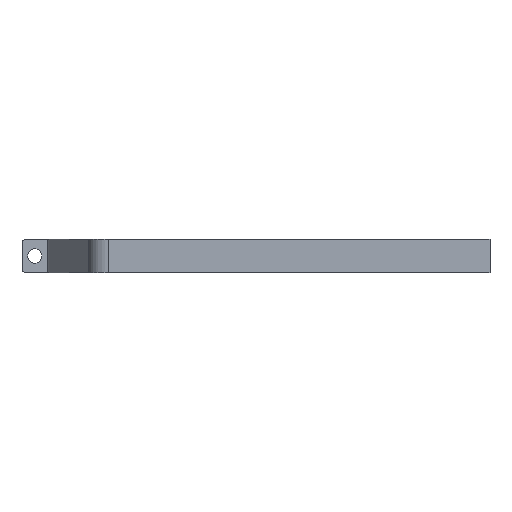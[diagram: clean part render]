
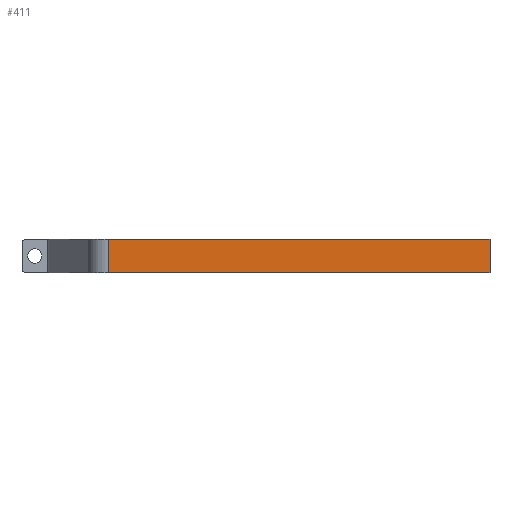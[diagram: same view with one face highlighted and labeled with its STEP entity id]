
A CAD part, left-side view. The second image highlights one B-rep face of the part: STEP entity #411.
In plain terms, the highlighted planar face has unit normal (-1, 0, 0).
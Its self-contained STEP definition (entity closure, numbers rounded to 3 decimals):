
#13 = ORIENTED_EDGE ( 'NONE', *, *, #1704, .F. ) ;
#63 = DIRECTION ( 'NONE',  ( -1., 0., 0. ) ) ;
#78 = ORIENTED_EDGE ( 'NONE', *, *, #908, .T. ) ;
#124 = AXIS2_PLACEMENT_3D ( 'NONE', #1381, #63, #971 ) ;
#313 = EDGE_LOOP ( 'NONE', ( #13, #911, #1472, #78 ) ) ;
#380 = VERTEX_POINT ( 'NONE', #473 ) ;
#385 = DIRECTION ( 'NONE',  ( 0., 0., -1. ) ) ;
#392 = LINE ( 'NONE', #927, #505 ) ;
#411 = ADVANCED_FACE ( 'NONE', ( #1671 ), #521, .T. ) ;
#461 = VECTOR ( 'NONE', #1674, 1000. ) ;
#473 = CARTESIAN_POINT ( 'NONE',  ( -52.5, -75., 0. ) ) ;
#484 = CARTESIAN_POINT ( 'NONE',  ( -52.5, 15.966, 8. ) ) ;
#505 = VECTOR ( 'NONE', #1808, 1000. ) ;
#521 = PLANE ( 'NONE',  #124 ) ;
#578 = CARTESIAN_POINT ( 'NONE',  ( -52.5, 15.966, 0. ) ) ;
#640 = VERTEX_POINT ( 'NONE', #817 ) ;
#643 = EDGE_CURVE ( 'NONE', #854, #1219, #1095, .T. ) ;
#644 = CARTESIAN_POINT ( 'NONE',  ( -52.5, -75., 0. ) ) ;
#753 = LINE ( 'NONE', #644, #461 ) ;
#817 = CARTESIAN_POINT ( 'NONE',  ( -52.5, -75., 8. ) ) ;
#854 = VERTEX_POINT ( 'NONE', #484 ) ;
#908 = EDGE_CURVE ( 'NONE', #380, #640, #392, .T. ) ;
#911 = ORIENTED_EDGE ( 'NONE', *, *, #643, .T. ) ;
#927 = CARTESIAN_POINT ( 'NONE',  ( -52.5, -75., -114.611 ) ) ;
#971 = DIRECTION ( 'NONE',  ( 0., -1., 0. ) ) ;
#983 = DIRECTION ( 'NONE',  ( 0., -1., 0. ) ) ;
#1095 = LINE ( 'NONE', #1101, #1172 ) ;
#1101 = CARTESIAN_POINT ( 'NONE',  ( -52.5, 15.966, -114.611 ) ) ;
#1172 = VECTOR ( 'NONE', #385, 1000. ) ;
#1214 = VECTOR ( 'NONE', #983, 1000. ) ;
#1219 = VERTEX_POINT ( 'NONE', #578 ) ;
#1327 = LINE ( 'NONE', #1842, #1214 ) ;
#1381 = CARTESIAN_POINT ( 'NONE',  ( -52.5, -75., -114.611 ) ) ;
#1464 = EDGE_CURVE ( 'NONE', #380, #1219, #753, .T. ) ;
#1472 = ORIENTED_EDGE ( 'NONE', *, *, #1464, .F. ) ;
#1671 = FACE_OUTER_BOUND ( 'NONE', #313, .T. ) ;
#1674 = DIRECTION ( 'NONE',  ( 0., 1., 0. ) ) ;
#1704 = EDGE_CURVE ( 'NONE', #854, #640, #1327, .T. ) ;
#1808 = DIRECTION ( 'NONE',  ( 0., 0., 1. ) ) ;
#1842 = CARTESIAN_POINT ( 'NONE',  ( -52.5, -75., 8. ) ) ;
